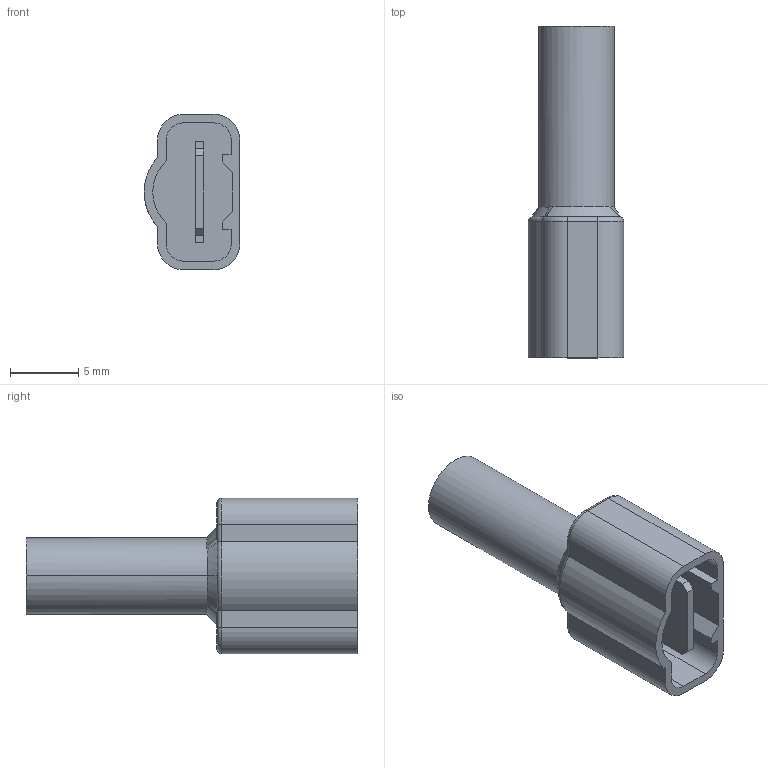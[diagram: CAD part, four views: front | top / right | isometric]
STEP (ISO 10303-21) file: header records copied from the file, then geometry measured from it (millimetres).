
FILE_DESCRIPTION((''),'2;1');
FILE_NAME('190010001','2016-03-15T',('me'),(''),'PRO/ENGINEER BY PARAMETRIC TECHNOLOGY CORPORATION, 2012310','PRO/ENGINEER BY PARAMETRIC TECHNOLOGY CORPORATION, 2012310','');
FILE_SCHEMA(('CONFIG_CONTROL_DESIGN'));
Length unit declared in the file: inch
Products named in the file (1): 190010001
Bounding box: 7.03 x 24.38 x 11.43 mm (x, y, z)
Volume: 589.6 mm3; surface area: 1210.6 mm2
Topology: 1 solids, 2 shells, 87 faces, 214 edges, 138 vertices
Faces by surface type: plane 43, cylinder 25, cone 8, bspline 6, torus 5
Entity records: 2815 total; most frequent: CARTESIAN_POINT 714, ORIENTED_EDGE 424, DIRECTION 420, EDGE_CURVE 212, AXIS2_PLACEMENT_3D 142, VECTOR 136, LINE 136, VERTEX_POINT 134
